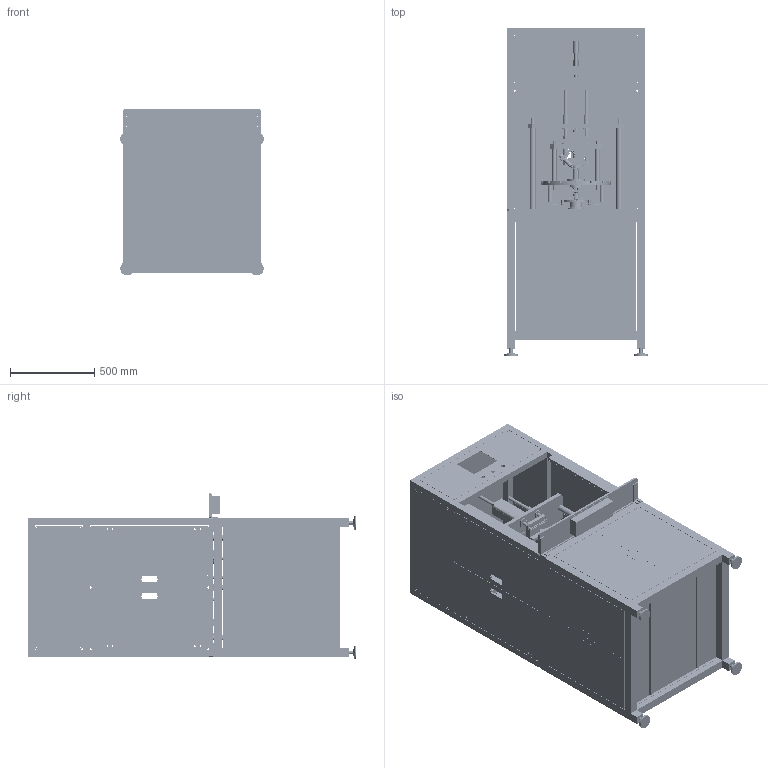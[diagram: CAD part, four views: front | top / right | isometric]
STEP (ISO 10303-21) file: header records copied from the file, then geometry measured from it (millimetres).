
FILE_DESCRIPTION(('FreeCAD Model'),'2;1');
FILE_NAME('Open CASCADE Shape Model','2025-05-04T10:22:27',('FreeCAD'),( 'FreeCAD'),'Open CASCADE STEP processor 7.6','FreeCAD','Unknown');
FILE_SCHEMA(('AUTOMOTIVE_DESIGN { 1 0 10303 214 1 1 1 1 }'));
Products named in the file (1): Open CASCADE STEP translator 7.6 1
Bounding box: 853.37 x 1953.84 x 992.35 mm (x, y, z)
Volume: 110303279.1 mm3; surface area: 22460622.7 mm2
Topology: 167 solids, 175 shells, 8280 faces, 21544 edges, 13878 vertices
Faces by surface type: bspline 8280
Entity records: 264211 total; most frequent: CARTESIAN_POINT 140670, ORIENTED_EDGE 42534, EDGE_CURVE 21267, VERTEX_POINT 13871, B_SPLINE_CURVE_WITH_KNOTS 12804, FACE_BOUND 10434, EDGE_LOOP 10434, ADVANCED_FACE 8274
